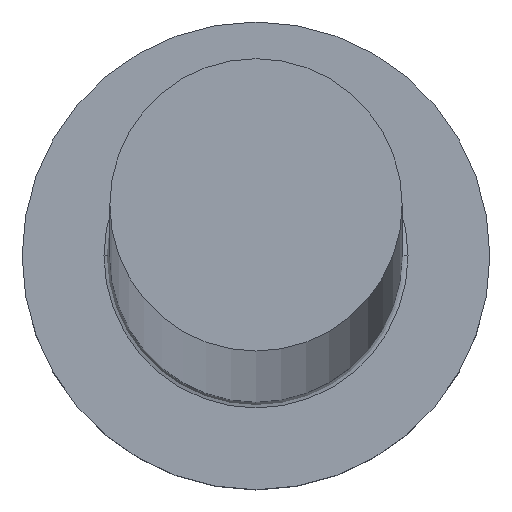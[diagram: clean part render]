
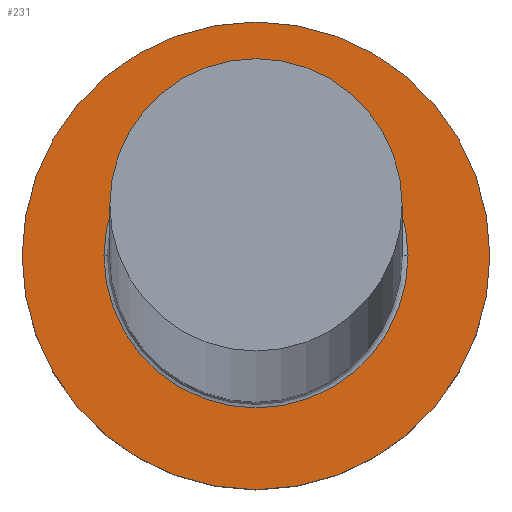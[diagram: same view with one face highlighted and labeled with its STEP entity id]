
A CAD part, top view. The second image highlights one B-rep face of the part: STEP entity #231.
In plain terms, the highlighted planar face has unit normal (0, 0, 1).
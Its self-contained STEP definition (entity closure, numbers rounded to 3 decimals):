
#19 = DIRECTION ( 'NONE',  ( 1., 0., 0. ) ) ;
#25 = CIRCLE ( 'NONE', #261, 8. ) ;
#26 = CARTESIAN_POINT ( 'NONE',  ( 5.2, 0., 5. ) ) ;
#51 = DIRECTION ( 'NONE',  ( 0., 0., 1. ) ) ;
#61 = FACE_BOUND ( 'NONE', #129, .T. ) ;
#93 = EDGE_CURVE ( 'NONE', #142, #297, #144, .T. ) ;
#94 = DIRECTION ( 'NONE',  ( 1., 0., 0. ) ) ;
#97 = PLANE ( 'NONE',  #165 ) ;
#102 = ORIENTED_EDGE ( 'NONE', *, *, #284, .T. ) ;
#121 = ORIENTED_EDGE ( 'NONE', *, *, #268, .T. ) ;
#124 = CARTESIAN_POINT ( 'NONE',  ( 0., 0., 5. ) ) ;
#127 = DIRECTION ( 'NONE',  ( 1., 0., 0. ) ) ;
#129 = EDGE_LOOP ( 'NONE', ( #102, #195 ) ) ;
#131 = EDGE_LOOP ( 'NONE', ( #121, #270 ) ) ;
#134 = EDGE_CURVE ( 'NONE', #168, #178, #25, .T. ) ;
#138 = CIRCLE ( 'NONE', #139, 5.2 ) ;
#139 = AXIS2_PLACEMENT_3D ( 'NONE', #244, #237, #127 ) ;
#142 = VERTEX_POINT ( 'NONE', #280 ) ;
#144 = CIRCLE ( 'NONE', #204, 5.2 ) ;
#156 = CARTESIAN_POINT ( 'NONE',  ( 0., 0., 5. ) ) ;
#161 = CARTESIAN_POINT ( 'NONE',  ( 0., 0., 5. ) ) ;
#165 = AXIS2_PLACEMENT_3D ( 'NONE', #124, #171, #189 ) ;
#168 = VERTEX_POINT ( 'NONE', #262 ) ;
#171 = DIRECTION ( 'NONE',  ( 0., 0., 1. ) ) ;
#173 = DIRECTION ( 'NONE',  ( 1., 0., 0. ) ) ;
#178 = VERTEX_POINT ( 'NONE', #238 ) ;
#189 = DIRECTION ( 'NONE',  ( 1., 0., 0. ) ) ;
#191 = CIRCLE ( 'NONE', #233, 8. ) ;
#195 = ORIENTED_EDGE ( 'NONE', *, *, #93, .T. ) ;
#204 = AXIS2_PLACEMENT_3D ( 'NONE', #161, #225, #19 ) ;
#209 = CARTESIAN_POINT ( 'NONE',  ( 0., 0., 5. ) ) ;
#225 = DIRECTION ( 'NONE',  ( 0., 0., -1. ) ) ;
#231 = ADVANCED_FACE ( 'NONE', ( #61, #286 ), #97, .T. ) ;
#233 = AXIS2_PLACEMENT_3D ( 'NONE', #156, #51, #173 ) ;
#237 = DIRECTION ( 'NONE',  ( 0., 0., -1. ) ) ;
#238 = CARTESIAN_POINT ( 'NONE',  ( -8., 0., 5. ) ) ;
#244 = CARTESIAN_POINT ( 'NONE',  ( 0., 0., 5. ) ) ;
#261 = AXIS2_PLACEMENT_3D ( 'NONE', #209, #306, #94 ) ;
#262 = CARTESIAN_POINT ( 'NONE',  ( 8., 0., 5. ) ) ;
#268 = EDGE_CURVE ( 'NONE', #178, #168, #191, .T. ) ;
#270 = ORIENTED_EDGE ( 'NONE', *, *, #134, .T. ) ;
#280 = CARTESIAN_POINT ( 'NONE',  ( -5.2, 0., 5. ) ) ;
#284 = EDGE_CURVE ( 'NONE', #297, #142, #138, .T. ) ;
#286 = FACE_OUTER_BOUND ( 'NONE', #131, .T. ) ;
#297 = VERTEX_POINT ( 'NONE', #26 ) ;
#306 = DIRECTION ( 'NONE',  ( 0., 0., 1. ) ) ;
